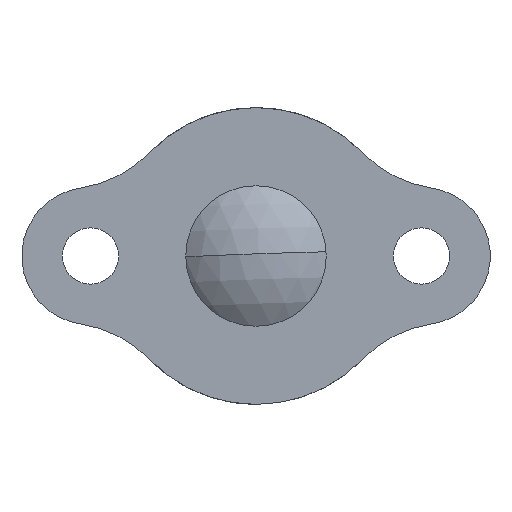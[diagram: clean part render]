
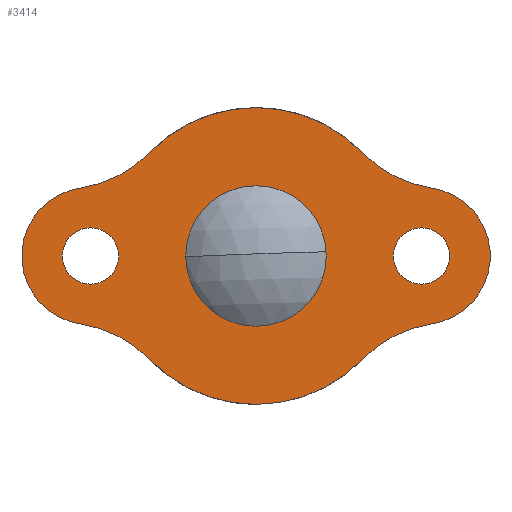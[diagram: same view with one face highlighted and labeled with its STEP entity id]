
A CAD part, front view. The second image highlights one B-rep face of the part: STEP entity #3414.
In plain terms, the highlighted planar face has unit normal (0, -1, 0).
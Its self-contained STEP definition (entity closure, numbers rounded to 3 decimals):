
#3 = ORIENTED_EDGE ( 'NONE', *, *, #3086, .T. ) ;
#5 = ORIENTED_EDGE ( 'NONE', *, *, #2794, .F. ) ;
#31 = CIRCLE ( 'NONE', #2286, 1.143 ) ;
#46 = CARTESIAN_POINT ( 'NONE',  ( -6.731, -0.695, 0. ) ) ;
#53 = VERTEX_POINT ( 'NONE', #1861 ) ;
#58 = DIRECTION ( 'NONE',  ( 0., 0., 1. ) ) ;
#92 = DIRECTION ( 'NONE',  ( 0., 0., -1. ) ) ;
#100 = CARTESIAN_POINT ( 'NONE',  ( 0., -0.695, 0. ) ) ;
#101 = VERTEX_POINT ( 'NONE', #121 ) ;
#110 = DIRECTION ( 'NONE',  ( 0., -1., 0. ) ) ;
#114 = VERTEX_POINT ( 'NONE', #741 ) ;
#121 = CARTESIAN_POINT ( 'NONE',  ( 6.731, -0.695, 1.143 ) ) ;
#161 = DIRECTION ( 'NONE',  ( 0., 0., 1. ) ) ;
#179 = CIRCLE ( 'NONE', #3123, 1.143 ) ;
#195 = DIRECTION ( 'NONE',  ( 0., 1., 0. ) ) ;
#206 = DIRECTION ( 'NONE',  ( 0., 0., -1. ) ) ;
#213 = VERTEX_POINT ( 'NONE', #1354 ) ;
#216 = DIRECTION ( 'NONE',  ( 0., 0., 1. ) ) ;
#243 = DIRECTION ( 'NONE',  ( 0., 1., 0. ) ) ;
#343 = ORIENTED_EDGE ( 'NONE', *, *, #3228, .T. ) ;
#347 = CARTESIAN_POINT ( 'NONE',  ( 6.731, -0.695, -1.143 ) ) ;
#376 = CIRCLE ( 'NONE', #1756, 6.033 ) ;
#382 = CIRCLE ( 'NONE', #1782, 2.856 ) ;
#383 = DIRECTION ( 'NONE',  ( 0., 0., 1. ) ) ;
#430 = DIRECTION ( 'NONE',  ( 0., 0., 1. ) ) ;
#442 = CARTESIAN_POINT ( 'NONE',  ( 7.866, -0.695, -7.649 ) ) ;
#459 = CARTESIAN_POINT ( 'NONE',  ( 0., -0.695, 2.856 ) ) ;
#509 = CARTESIAN_POINT ( 'NONE',  ( -6.731, -0.695, -1.143 ) ) ;
#514 = DIRECTION ( 'NONE',  ( 0., 0., 1. ) ) ;
#548 = ORIENTED_EDGE ( 'NONE', *, *, #2852, .F. ) ;
#575 = FACE_BOUND ( 'NONE', #713, .T. ) ;
#605 = AXIS2_PLACEMENT_3D ( 'NONE', #1711, #3885, #383 ) ;
#698 = CARTESIAN_POINT ( 'NONE',  ( 0., -0.695, 0. ) ) ;
#713 = EDGE_LOOP ( 'NONE', ( #2783, #3175 ) ) ;
#728 = CIRCLE ( 'NONE', #3063, 4.939 ) ;
#737 = DIRECTION ( 'NONE',  ( 0., 1., 0. ) ) ;
#741 = CARTESIAN_POINT ( 'NONE',  ( 4.326, -0.695, 4.206 ) ) ;
#747 = ORIENTED_EDGE ( 'NONE', *, *, #3944, .F. ) ;
#765 = DIRECTION ( 'NONE',  ( 0., 0., 1. ) ) ;
#995 = AXIS2_PLACEMENT_3D ( 'NONE', #3440, #4077, #4109 ) ;
#1047 = DIRECTION ( 'NONE',  ( 0., 0., 1. ) ) ;
#1083 = EDGE_CURVE ( 'NONE', #114, #1594, #1153, .T. ) ;
#1088 = DIRECTION ( 'NONE',  ( 0., 1., 0. ) ) ;
#1136 = DIRECTION ( 'NONE',  ( 0., 1., 0. ) ) ;
#1153 = CIRCLE ( 'NONE', #1493, 4.939 ) ;
#1201 = AXIS2_PLACEMENT_3D ( 'NONE', #1383, #3621, #765 ) ;
#1240 = DIRECTION ( 'NONE',  ( 0., 0., -1. ) ) ;
#1254 = DIRECTION ( 'NONE',  ( 0., 0., -1. ) ) ;
#1308 = PLANE ( 'NONE',  #1553 ) ;
#1349 = DIRECTION ( 'NONE',  ( 0., 0., -1. ) ) ;
#1354 = CARTESIAN_POINT ( 'NONE',  ( 0., -0.695, -2.856 ) ) ;
#1363 = AXIS2_PLACEMENT_3D ( 'NONE', #3999, #195, #161 ) ;
#1383 = CARTESIAN_POINT ( 'NONE',  ( -7.866, -0.695, 7.649 ) ) ;
#1411 = CIRCLE ( 'NONE', #2853, 1.143 ) ;
#1429 = EDGE_LOOP ( 'NONE', ( #3985, #343 ) ) ;
#1462 = EDGE_CURVE ( 'NONE', #3816, #1713, #2350, .T. ) ;
#1463 = CARTESIAN_POINT ( 'NONE',  ( -7.866, -0.695, -7.649 ) ) ;
#1493 = AXIS2_PLACEMENT_3D ( 'NONE', #2149, #1859, #1240 ) ;
#1503 = CARTESIAN_POINT ( 'NONE',  ( 7.141, -0.695, -2.764 ) ) ;
#1521 = EDGE_CURVE ( 'NONE', #101, #3426, #31, .T. ) ;
#1553 = AXIS2_PLACEMENT_3D ( 'NONE', #3820, #1901, #1254 ) ;
#1577 = ORIENTED_EDGE ( 'NONE', *, *, #3448, .F. ) ;
#1594 = VERTEX_POINT ( 'NONE', #3769 ) ;
#1605 = CIRCLE ( 'NONE', #1627, 1.143 ) ;
#1611 = DIRECTION ( 'NONE',  ( 0., 1., 0. ) ) ;
#1627 = AXIS2_PLACEMENT_3D ( 'NONE', #3586, #3884, #92 ) ;
#1671 = CARTESIAN_POINT ( 'NONE',  ( -7.141, -0.695, 2.764 ) ) ;
#1708 = EDGE_LOOP ( 'NONE', ( #747, #1577, #3668, #5, #548, #3024, #1831, #2822, #3867 ) ) ;
#1711 = CARTESIAN_POINT ( 'NONE',  ( 0., -0.695, 0. ) ) ;
#1713 = VERTEX_POINT ( 'NONE', #2538 ) ;
#1747 = CIRCLE ( 'NONE', #2485, 4.939 ) ;
#1756 = AXIS2_PLACEMENT_3D ( 'NONE', #698, #2244, #58 ) ;
#1782 = AXIS2_PLACEMENT_3D ( 'NONE', #2693, #1136, #514 ) ;
#1831 = ORIENTED_EDGE ( 'NONE', *, *, #2580, .F. ) ;
#1859 = DIRECTION ( 'NONE',  ( 0., -1., 0. ) ) ;
#1861 = CARTESIAN_POINT ( 'NONE',  ( -7.141, -0.695, -2.764 ) ) ;
#1901 = DIRECTION ( 'NONE',  ( 0., -1., 0. ) ) ;
#1917 = DIRECTION ( 'NONE',  ( 0., 0., 1. ) ) ;
#2135 = VERTEX_POINT ( 'NONE', #509 ) ;
#2149 = CARTESIAN_POINT ( 'NONE',  ( 7.866, -0.695, 7.649 ) ) ;
#2185 = AXIS2_PLACEMENT_3D ( 'NONE', #46, #1611, #1917 ) ;
#2197 = FACE_BOUND ( 'NONE', #3263, .T. ) ;
#2244 = DIRECTION ( 'NONE',  ( 0., 1., 0. ) ) ;
#2286 = AXIS2_PLACEMENT_3D ( 'NONE', #3014, #1088, #2410 ) ;
#2321 = CARTESIAN_POINT ( 'NONE',  ( -6.731, -0.695, 1.143 ) ) ;
#2322 = CARTESIAN_POINT ( 'NONE',  ( -4.326, -0.695, 4.206 ) ) ;
#2350 = CIRCLE ( 'NONE', #605, 6.033 ) ;
#2409 = VERTEX_POINT ( 'NONE', #2322 ) ;
#2410 = DIRECTION ( 'NONE',  ( 0., 0., 1. ) ) ;
#2422 = VERTEX_POINT ( 'NONE', #1671 ) ;
#2441 = CARTESIAN_POINT ( 'NONE',  ( 6.731, -0.695, 0. ) ) ;
#2466 = ORIENTED_EDGE ( 'NONE', *, *, #3578, .T. ) ;
#2485 = AXIS2_PLACEMENT_3D ( 'NONE', #1463, #3996, #206 ) ;
#2495 = VERTEX_POINT ( 'NONE', #2559 ) ;
#2538 = CARTESIAN_POINT ( 'NONE',  ( 0., -0.695, -6.033 ) ) ;
#2557 = CARTESIAN_POINT ( 'NONE',  ( 4.326, -0.695, -4.206 ) ) ;
#2559 = CARTESIAN_POINT ( 'NONE',  ( -4.326, -0.695, -4.206 ) ) ;
#2580 = EDGE_CURVE ( 'NONE', #2409, #114, #2851, .T. ) ;
#2693 = CARTESIAN_POINT ( 'NONE',  ( 0., -0.695, 0. ) ) ;
#2783 = ORIENTED_EDGE ( 'NONE', *, *, #2940, .T. ) ;
#2794 = EDGE_CURVE ( 'NONE', #3010, #3816, #728, .T. ) ;
#2803 = CIRCLE ( 'NONE', #1201, 4.939 ) ;
#2822 = ORIENTED_EDGE ( 'NONE', *, *, #3673, .F. ) ;
#2824 = EDGE_CURVE ( 'NONE', #213, #3689, #382, .T. ) ;
#2851 = CIRCLE ( 'NONE', #2928, 6.033 ) ;
#2852 = EDGE_CURVE ( 'NONE', #1594, #3010, #4006, .T. ) ;
#2853 = AXIS2_PLACEMENT_3D ( 'NONE', #2441, #243, #216 ) ;
#2928 = AXIS2_PLACEMENT_3D ( 'NONE', #100, #3645, #1047 ) ;
#2940 = EDGE_CURVE ( 'NONE', #3426, #101, #1411, .T. ) ;
#3010 = VERTEX_POINT ( 'NONE', #1503 ) ;
#3014 = CARTESIAN_POINT ( 'NONE',  ( 6.731, -0.695, 0. ) ) ;
#3024 = ORIENTED_EDGE ( 'NONE', *, *, #1083, .F. ) ;
#3063 = AXIS2_PLACEMENT_3D ( 'NONE', #442, #110, #430 ) ;
#3086 = EDGE_CURVE ( 'NONE', #2135, #3747, #179, .T. ) ;
#3123 = AXIS2_PLACEMENT_3D ( 'NONE', #3917, #737, #1349 ) ;
#3175 = ORIENTED_EDGE ( 'NONE', *, *, #1521, .T. ) ;
#3228 = EDGE_CURVE ( 'NONE', #3689, #213, #3255, .T. ) ;
#3255 = CIRCLE ( 'NONE', #995, 2.856 ) ;
#3263 = EDGE_LOOP ( 'NONE', ( #3, #2466 ) ) ;
#3297 = FACE_OUTER_BOUND ( 'NONE', #1708, .T. ) ;
#3414 = ADVANCED_FACE ( 'NONE', ( #2197, #3297, #575, #3755 ), #1308, .T. ) ;
#3426 = VERTEX_POINT ( 'NONE', #347 ) ;
#3440 = CARTESIAN_POINT ( 'NONE',  ( 0., -0.695, 0. ) ) ;
#3448 = EDGE_CURVE ( 'NONE', #1713, #2495, #376, .T. ) ;
#3578 = EDGE_CURVE ( 'NONE', #3747, #2135, #1605, .T. ) ;
#3586 = CARTESIAN_POINT ( 'NONE',  ( -6.731, -0.695, 0. ) ) ;
#3621 = DIRECTION ( 'NONE',  ( 0., -1., 0. ) ) ;
#3645 = DIRECTION ( 'NONE',  ( 0., 1., 0. ) ) ;
#3668 = ORIENTED_EDGE ( 'NONE', *, *, #1462, .F. ) ;
#3673 = EDGE_CURVE ( 'NONE', #2422, #2409, #2803, .T. ) ;
#3689 = VERTEX_POINT ( 'NONE', #459 ) ;
#3747 = VERTEX_POINT ( 'NONE', #2321 ) ;
#3755 = FACE_BOUND ( 'NONE', #1429, .T. ) ;
#3769 = CARTESIAN_POINT ( 'NONE',  ( 7.141, -0.695, 2.764 ) ) ;
#3795 = EDGE_CURVE ( 'NONE', #53, #2422, #3856, .T. ) ;
#3816 = VERTEX_POINT ( 'NONE', #2557 ) ;
#3820 = CARTESIAN_POINT ( 'NONE',  ( -7.299, -0.695, -3.824 ) ) ;
#3856 = CIRCLE ( 'NONE', #2185, 2.794 ) ;
#3867 = ORIENTED_EDGE ( 'NONE', *, *, #3795, .F. ) ;
#3884 = DIRECTION ( 'NONE',  ( 0., 1., 0. ) ) ;
#3885 = DIRECTION ( 'NONE',  ( 0., 1., 0. ) ) ;
#3917 = CARTESIAN_POINT ( 'NONE',  ( -6.731, -0.695, 0. ) ) ;
#3944 = EDGE_CURVE ( 'NONE', #2495, #53, #1747, .T. ) ;
#3985 = ORIENTED_EDGE ( 'NONE', *, *, #2824, .T. ) ;
#3996 = DIRECTION ( 'NONE',  ( 0., -1., 0. ) ) ;
#3999 = CARTESIAN_POINT ( 'NONE',  ( 6.731, -0.695, 0. ) ) ;
#4006 = CIRCLE ( 'NONE', #1363, 2.794 ) ;
#4077 = DIRECTION ( 'NONE',  ( 0., 1., 0. ) ) ;
#4109 = DIRECTION ( 'NONE',  ( 0., 0., 1. ) ) ;
